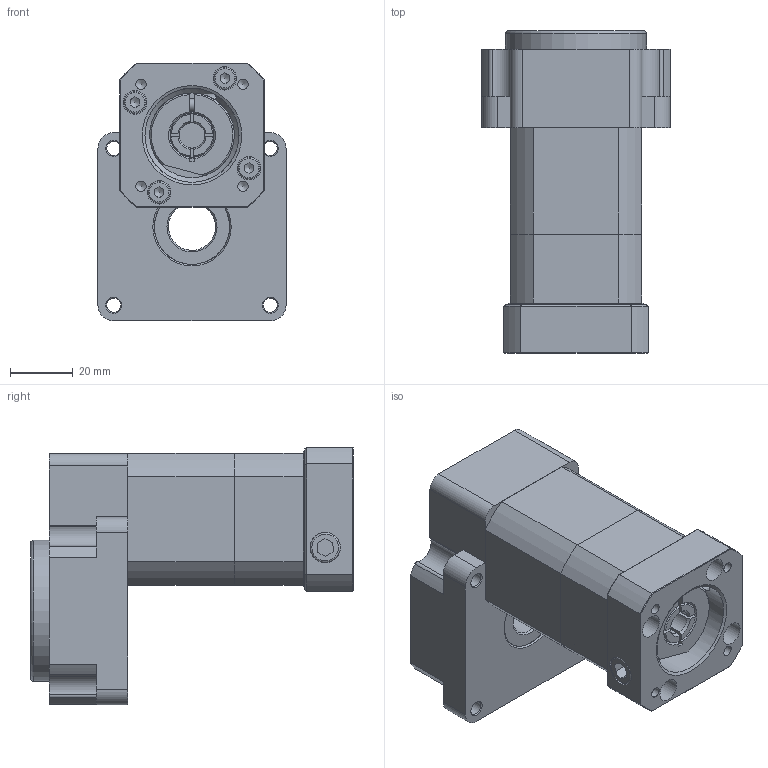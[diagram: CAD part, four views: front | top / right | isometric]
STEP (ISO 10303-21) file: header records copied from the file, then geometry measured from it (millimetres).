
FILE_DESCRIPTION((''),'2;1');
FILE_NAME('KGT-60C-2.stp','2016-10-17T13:14:43',('Young'),(''),'Autodesk Inventor 2012','Autodesk Inventor 2012','');
FILE_SCHEMA(('AUTOMOTIVE_DESIGN { 1 0 10303 214 1 1 1 1 }'));
Length unit declared in the file: millimetre
Products named in the file (3): 조립품6; KGT-60C-2; 44-set collar
Assembly tree (2 placements, depth 2):
  조립품6
    KGT-60C-2
    44-set collar
Bounding box: 60 x 103 x 82.2 mm (x, y, z)
Volume: 133055.6 mm3; surface area: 80805.4 mm2
Topology: 19 solids, 20 shells, 580 faces, 1733 edges, 1170 vertices
Faces by surface type: plane 196, cylinder 184, cone 101, torus 76, sphere 23
Full cylindrical faces by diameter (mm): 2.459 x2, 2.5 x10, 3.242 x1, 3.3 x18, 3.5 x4, 4 x5, 4.5 x9, 5 x2, 5.8 x4, 7 x5, 7.5 x4, 8.2 x1, 9.5 x2, 12.5 x1, 14.2 x1, 14.8 x1, 15 x2, 17 x1, 17.399 x1, 19.9 x1, 20 x2, 20.001 x1, 22.2 x1, 24 x3, 25 x1, 27 x2, 27.4 x1, 28 x1, 28.6 x4, 30 x6
Entity records: 19301 total; most frequent: CARTESIAN_POINT 4548, DIRECTION 3169, ORIENTED_EDGE 2748, AXIS2_PLACEMENT_3D 1414, EDGE_CURVE 1374, VERTEX_POINT 1050, EDGE_LOOP 934, CIRCLE 831
